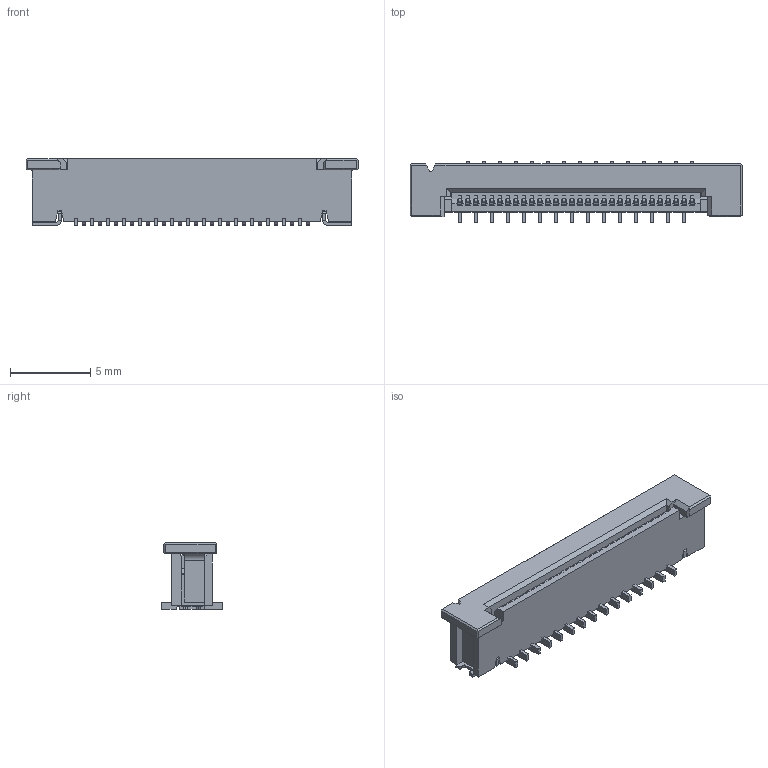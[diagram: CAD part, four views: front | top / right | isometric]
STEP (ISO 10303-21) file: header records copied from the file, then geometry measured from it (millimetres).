
FILE_DESCRIPTION((''),'2;1');
FILE_NAME('C-3-1734742-0','2009-05-28T',('workeradm'),(''),'PRO/ENGINEER BY PARAMETRIC TECHNOLOGY CORPORATION, 2008380','PRO/ENGINEER BY PARAMETRIC TECHNOLOGY CORPORATION, 2008380','');
FILE_SCHEMA(('AUTOMOTIVE_DESIGN { 1 0 10303 214 1 1 1 1 }'));
Length unit declared in the file: millimetre
Products named in the file (1): C-3-1734742-0
Bounding box: 20.7 x 3.8 x 4.15 mm (x, y, z)
Volume: 169.2 mm3; surface area: 710.5 mm2
Topology: 1 solids, 1 shells, 1230 faces, 3582 edges, 2339 vertices
Faces by surface type: plane 1105, cylinder 125
Entity records: 39994 total; most frequent: ORIENTED_EDGE 7164, CARTESIAN_POINT 7157, DIRECTION 6290, EDGE_CURVE 3582, VECTOR 3330, LINE 3330, VERTEX_POINT 2339, AXIS2_PLACEMENT_3D 1480
